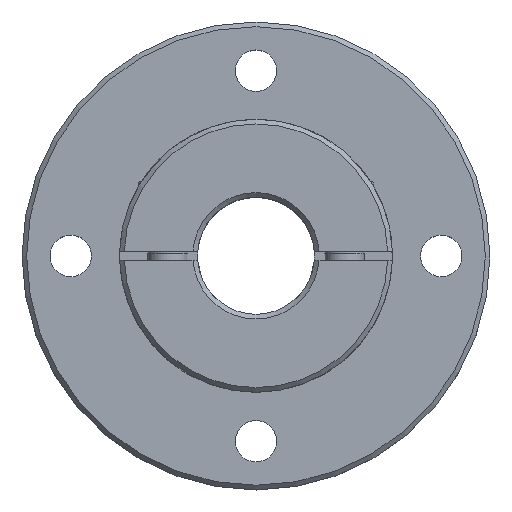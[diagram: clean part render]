
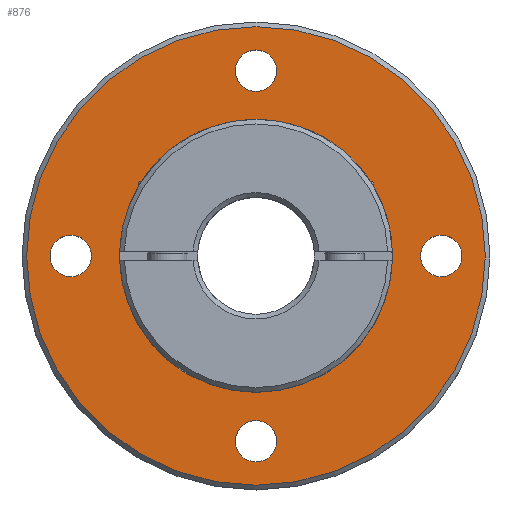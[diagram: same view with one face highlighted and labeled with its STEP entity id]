
A CAD part, top view. The second image highlights one B-rep face of the part: STEP entity #876.
In plain terms, the highlighted planar face has unit normal (0, 0, 1).
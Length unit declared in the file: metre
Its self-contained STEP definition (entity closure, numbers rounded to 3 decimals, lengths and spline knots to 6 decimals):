
#27=PLANE('',#963);
#79=CIRCLE('',#964,0.022225);
#80=CIRCLE('',#965,0.037338);
#81=CIRCLE('',#966,0.003378);
#82=CIRCLE('',#967,0.003378);
#83=CIRCLE('',#968,0.003378);
#84=CIRCLE('',#969,0.003378);
#178=ORIENTED_EDGE('',*,*,#368,.F.);
#179=ORIENTED_EDGE('',*,*,#369,.F.);
#180=ORIENTED_EDGE('',*,*,#370,.T.);
#181=ORIENTED_EDGE('',*,*,#371,.T.);
#182=ORIENTED_EDGE('',*,*,#372,.T.);
#183=ORIENTED_EDGE('',*,*,#373,.T.);
#368=EDGE_CURVE('',#465,#465,#79,.T.);
#369=EDGE_CURVE('',#466,#466,#80,.T.);
#370=EDGE_CURVE('',#467,#467,#81,.T.);
#371=EDGE_CURVE('',#468,#468,#82,.T.);
#372=EDGE_CURVE('',#469,#469,#83,.T.);
#373=EDGE_CURVE('',#470,#470,#84,.T.);
#465=VERTEX_POINT('',#1449);
#466=VERTEX_POINT('',#1451);
#467=VERTEX_POINT('',#1453);
#468=VERTEX_POINT('',#1455);
#469=VERTEX_POINT('',#1457);
#470=VERTEX_POINT('',#1459);
#652=EDGE_LOOP('',(#178));
#653=EDGE_LOOP('',(#179));
#654=EDGE_LOOP('',(#180));
#655=EDGE_LOOP('',(#181));
#656=EDGE_LOOP('',(#182));
#657=EDGE_LOOP('',(#183));
#758=FACE_BOUND('',#652,.T.);
#759=FACE_BOUND('',#653,.T.);
#760=FACE_BOUND('',#654,.T.);
#761=FACE_BOUND('',#655,.T.);
#762=FACE_BOUND('',#656,.T.);
#763=FACE_BOUND('',#657,.T.);
#876=ADVANCED_FACE('',(#758,#759,#760,#761,#762,#763),#27,.T.);
#963=AXIS2_PLACEMENT_3D('',#1447,#1131,#1132);
#964=AXIS2_PLACEMENT_3D('',#1448,#1133,#1134);
#965=AXIS2_PLACEMENT_3D('',#1450,#1135,#1136);
#966=AXIS2_PLACEMENT_3D('',#1452,#1137,#1138);
#967=AXIS2_PLACEMENT_3D('',#1454,#1139,#1140);
#968=AXIS2_PLACEMENT_3D('',#1456,#1141,#1142);
#969=AXIS2_PLACEMENT_3D('',#1458,#1143,#1144);
#1131=DIRECTION('',(0.,0.,1.));
#1132=DIRECTION('',(-1.,0.,0.));
#1133=DIRECTION('',(0.,0.,1.));
#1134=DIRECTION('',(-1.,0.,0.));
#1135=DIRECTION('',(0.,0.,-1.));
#1136=DIRECTION('',(1.,0.,0.));
#1137=DIRECTION('',(0.,0.,-1.));
#1138=DIRECTION('',(1.,0.,0.));
#1139=DIRECTION('',(0.,0.,-1.));
#1140=DIRECTION('',(0.,-1.,0.));
#1141=DIRECTION('',(0.,0.,-1.));
#1142=DIRECTION('',(-1.,0.,0.));
#1143=DIRECTION('',(0.,0.,-1.));
#1144=DIRECTION('',(0.,1.,0.));
#1447=CARTESIAN_POINT('',(0.018669,0.,-0.01745));
#1448=CARTESIAN_POINT('',(0.,0.,-0.01745));
#1449=CARTESIAN_POINT('',(-0.022225,0.,-0.01745));
#1450=CARTESIAN_POINT('',(0.,0.,-0.01745));
#1451=CARTESIAN_POINT('',(0.037338,0.,-0.01745));
#1452=CARTESIAN_POINT('',(0.030163,0.,-0.01745));
#1453=CARTESIAN_POINT('',(0.033541,0.,-0.01745));
#1454=CARTESIAN_POINT('',(0.,-0.030163,-0.01745));
#1455=CARTESIAN_POINT('',(0.,-0.033541,-0.01745));
#1456=CARTESIAN_POINT('',(-0.030163,0.,-0.01745));
#1457=CARTESIAN_POINT('',(-0.033541,0.,-0.01745));
#1458=CARTESIAN_POINT('',(0.,0.030163,-0.01745));
#1459=CARTESIAN_POINT('',(0.,0.033541,-0.01745));
